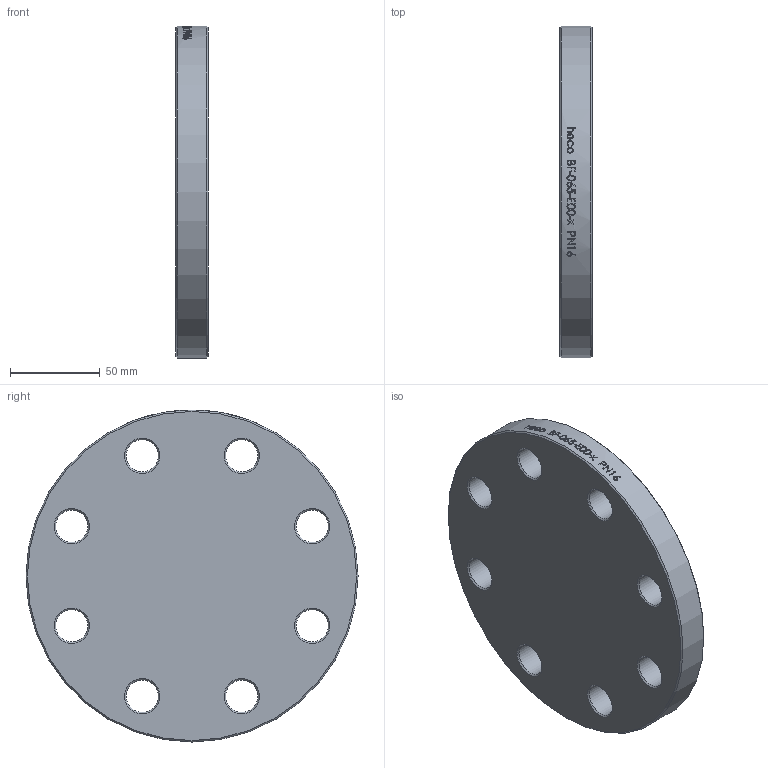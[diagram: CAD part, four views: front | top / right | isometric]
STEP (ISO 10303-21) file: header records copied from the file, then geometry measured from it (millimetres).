
FILE_DESCRIPTION (( 'STEP AP214' ), '1' );
FILE_NAME ('BF-065-E00-x Blindflansch PN16 EN1092 2103.STEP', '2021-03-05T09:08:55', ( '' ), ( '' ), 'SwSTEP 2.0', 'SolidWorks 2019', '' );
FILE_SCHEMA (( 'AUTOMOTIVE_DESIGN' ));
Length unit declared in the file: millimetre
Products named in the file (1): BF-065-E00-x Blindflansch PN16 EN1092 2103
Bounding box: 18 x 185 x 185 mm (x, y, z)
Volume: 446237.4 mm3; surface area: 67327.1 mm2
Topology: 1 solids, 1 shells, 61 faces, 288 edges, 258 vertices
Faces by surface type: cylinder 41, cone 18, plane 2
Full cylindrical faces by diameter (mm): 18 x8, 185 x1
Entity records: 6506 total; most frequent: CARTESIAN_POINT 4155, ORIENTED_EDGE 486, DIRECTION 319, EDGE_CURVE 243, VERTEX_POINT 243, AXIS2_PLACEMENT_3D 142, EDGE_LOOP 132, B_SPLINE_CURVE_WITH_KNOTS 126
